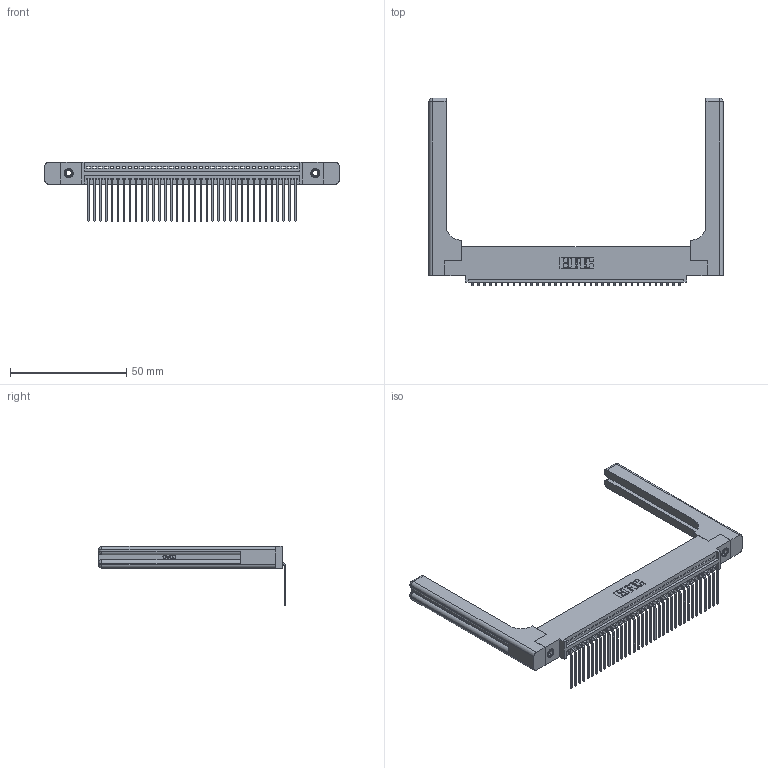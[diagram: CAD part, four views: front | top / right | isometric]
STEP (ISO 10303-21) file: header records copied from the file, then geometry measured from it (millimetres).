
FILE_DESCRIPTION (( 'STEP AP203' ), '1' );
FILE_NAME ('345-036-559-458.STEP', '2019-10-08T00:03:58', ( '' ), ( '' ), 'SwSTEP 2.0', 'SolidWorks 2016', '' );
FILE_SCHEMA (( 'CONFIG_CONTROL_DESIGN' ));
Length unit declared in the file: inch
Products named in the file (5): 345-250-001_345-250-001-102; 345-036-559-458; 345 Part_0.110 Offset - 0.156 Dia-TH; 345-292-001_558 559 Tail - 1; 345-220-058_345-220-058
Assembly tree (41 placements, depth 2):
  345-036-559-458
    345 Part_0.110 Offset - 0.156 Dia-TH
    345-292-001_558 559 Tail - 1  x36
    345-250-001_345-250-001-102  x2
    345-220-058_345-220-058  x2
Bounding box: 126.47 x 80.51 x 25.53 mm (x, y, z)
Volume: 20514.3 mm3; surface area: 21970.1 mm2
Topology: 41 solids, 41 shells, 2546 faces, 7571 edges, 4978 vertices
Faces by surface type: plane 1744, cylinder 742, bspline 36, cone 12, sphere 8, torus 4
Entity records: 33300 total; most frequent: CARTESIAN_POINT 6741, ORIENTED_EDGE 5508, DIRECTION 4842, EDGE_CURVE 2754, VECTOR 2386, LINE 2386, VERTEX_POINT 1826, AXIS2_PLACEMENT_3D 1228
